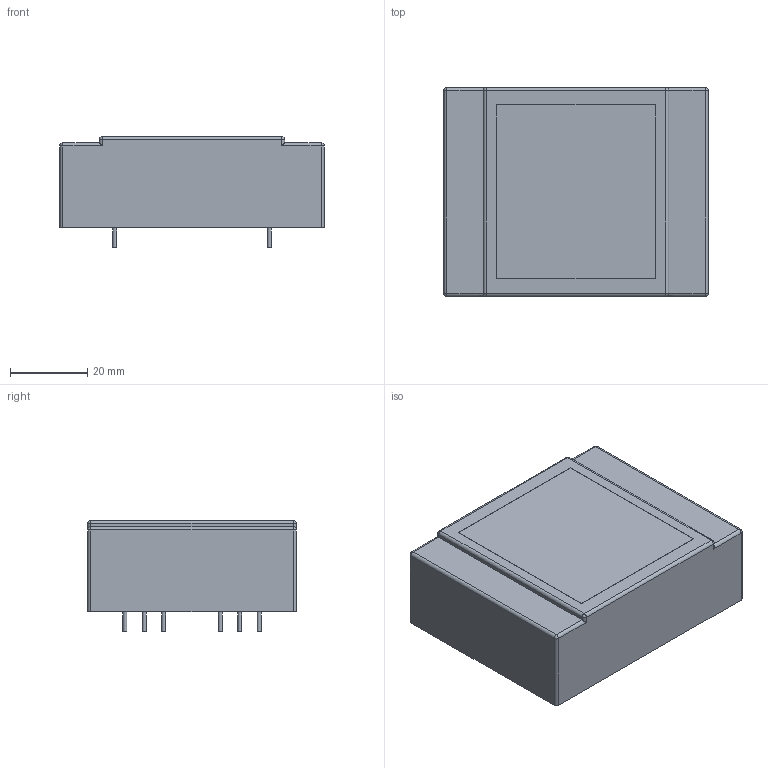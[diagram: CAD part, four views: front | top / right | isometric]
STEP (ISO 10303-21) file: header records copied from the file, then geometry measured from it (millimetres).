
FILE_DESCRIPTION(('FreeCAD Model'),'2;1');
FILE_NAME('Open CASCADE Shape Model','2022-05-29T10:29:37',(''),(''), 'Open CASCADE STEP processor 7.5','FreeCAD','Unknown');
FILE_SCHEMA(('AUTOMOTIVE_DESIGN { 1 0 10303 214 1 1 1 1 }'));
Length unit declared in the file: millimetre
Products named in the file (1): Fusion
Bounding box: 68.4 x 54 x 28.6 mm (x, y, z)
Volume: 85247.7 mm3; surface area: 13082.4 mm2
Topology: 1 solids, 1 shells, 57 faces, 118 edges, 64 vertices
Faces by surface type: cylinder 26, plane 23, sphere 8
Full cylindrical faces by diameter (mm): 1 x8
Entity records: 1851 total; most frequent: DIRECTION 274, CARTESIAN_POINT 232, ORIENTED_EDGE 220, EDGE_CURVE 110, AXIS2_PLACEMENT_3D 106, FACE_BOUND 66, EDGE_LOOP 66, VERTEX_POINT 64
